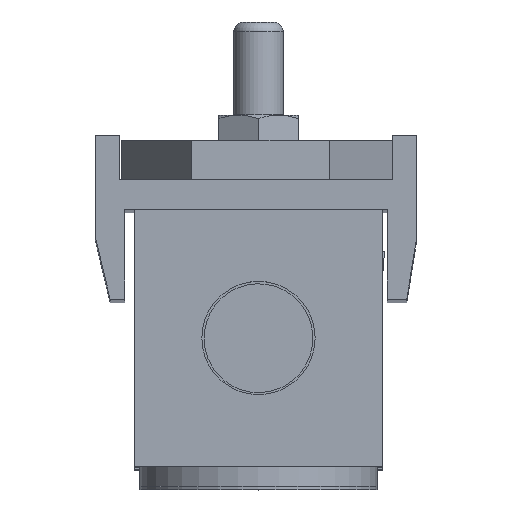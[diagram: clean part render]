
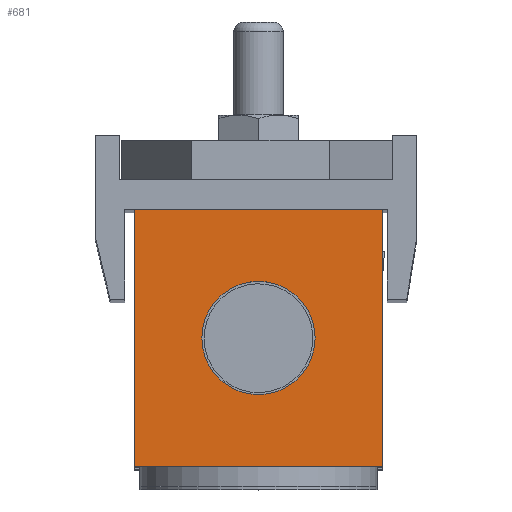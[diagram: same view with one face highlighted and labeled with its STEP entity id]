
A CAD part, top view. The second image highlights one B-rep face of the part: STEP entity #681.
In plain terms, the highlighted face is planar.
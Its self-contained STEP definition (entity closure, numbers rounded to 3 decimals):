
#681 = ADVANCED_FACE( '', ( #1366, #1367 ), #1368, .F. );
#1366 = FACE_BOUND( '', #2142, .T. );
#1367 = FACE_OUTER_BOUND( '', #2143, .T. );
#1368 = PLANE( '', #2144 );
#2142 = EDGE_LOOP( '', ( #3308 ) );
#2143 = EDGE_LOOP( '', ( #3309, #3310, #3311, #3312 ) );
#2144 = AXIS2_PLACEMENT_3D( '', #3313, #3314, #3315 );
#3308 = ORIENTED_EDGE( '', *, *, #4734, .T. );
#3309 = ORIENTED_EDGE( '', *, *, #4735, .T. );
#3310 = ORIENTED_EDGE( '', *, *, #4482, .F. );
#3311 = ORIENTED_EDGE( '', *, *, #4476, .F. );
#3312 = ORIENTED_EDGE( '', *, *, #4736, .T. );
#3313 = CARTESIAN_POINT( '', ( 0., 0., 26. ) );
#3314 = DIRECTION( '', ( 0., 1., 0. ) );
#3315 = DIRECTION( '', ( 0., 0., 1. ) );
#4476 = EDGE_CURVE( '', #5208, #5210, #5211, .T. );
#4482 = EDGE_CURVE( '', #5210, #5216, #5220, .T. );
#4734 = EDGE_CURVE( '', #5636, #5636, #5637, .T. );
#4735 = EDGE_CURVE( '', #5638, #5216, #5639, .T. );
#4736 = EDGE_CURVE( '', #5208, #5638, #5640, .T. );
#5208 = VERTEX_POINT( '', #6229 );
#5210 = VERTEX_POINT( '', #6232 );
#5211 = LINE( '', #6233, #6234 );
#5216 = VERTEX_POINT( '', #6241 );
#5220 = LINE( '', #6247, #6248 );
#5636 = VERTEX_POINT( '', #6825 );
#5637 = CIRCLE( '', #6826, 5.723 );
#5638 = VERTEX_POINT( '', #6827 );
#5639 = LINE( '', #6828, #6829 );
#5640 = LINE( '', #6830, #6831 );
#6229 = CARTESIAN_POINT( '', ( 0., 0., 26. ) );
#6232 = CARTESIAN_POINT( '', ( 25., 0., 26. ) );
#6233 = CARTESIAN_POINT( '', ( 0., 0., 26. ) );
#6234 = VECTOR( '', #7396, 1000. );
#6241 = CARTESIAN_POINT( '', ( 25., 0., 0. ) );
#6247 = CARTESIAN_POINT( '', ( 25., 0., 26. ) );
#6248 = VECTOR( '', #7401, 1000. );
#6825 = CARTESIAN_POINT( '', ( 12.5, 0., 7.278 ) );
#6826 = AXIS2_PLACEMENT_3D( '', #7823, #7824, #7825 );
#6827 = CARTESIAN_POINT( '', ( 0., 0., 0. ) );
#6828 = CARTESIAN_POINT( '', ( 0., 0., 0. ) );
#6829 = VECTOR( '', #7826, 1000. );
#6830 = CARTESIAN_POINT( '', ( 0., 0., 26. ) );
#6831 = VECTOR( '', #7827, 1000. );
#7396 = DIRECTION( '', ( 1., 0., 0. ) );
#7401 = DIRECTION( '', ( 0., 0., -1. ) );
#7823 = CARTESIAN_POINT( '', ( 12.5, 0., 13. ) );
#7824 = DIRECTION( '', ( 0., 1., 0. ) );
#7825 = DIRECTION( '', ( 0., 0., -1. ) );
#7826 = DIRECTION( '', ( 1., 0., 0. ) );
#7827 = DIRECTION( '', ( 0., 0., -1. ) );
